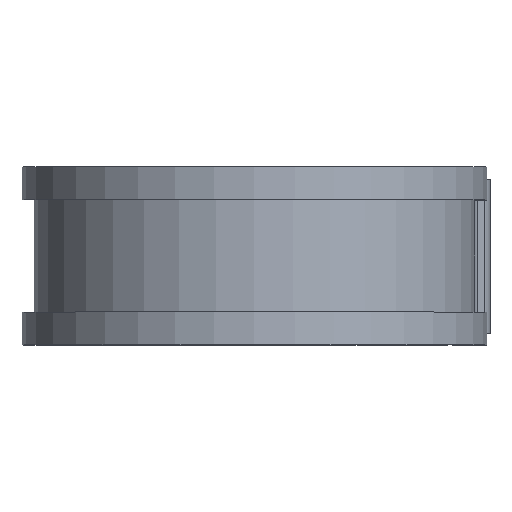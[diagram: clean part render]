
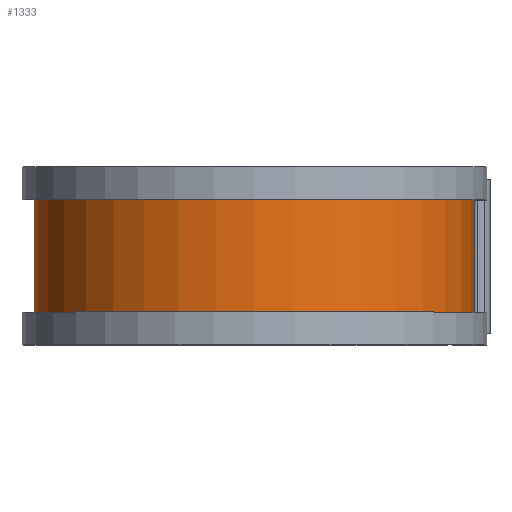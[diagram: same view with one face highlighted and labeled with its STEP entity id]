
A CAD part, top view. The second image highlights one B-rep face of the part: STEP entity #1333.
In plain terms, the highlighted cylindrical face has radius 27.343 mm (diameter 54.686 mm), a partial arc.
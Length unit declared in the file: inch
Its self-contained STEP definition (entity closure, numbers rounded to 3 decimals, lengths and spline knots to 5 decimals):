
#54 = CARTESIAN_POINT ( 'NONE',  ( 1.0765, 0.275, 0. ) ) ;
#107 = CARTESIAN_POINT ( 'NONE',  ( 0., 0.375, -1.0765 ) ) ;
#261 = ORIENTED_EDGE ( 'NONE', *, *, #599, .F. ) ;
#281 = CARTESIAN_POINT ( 'NONE',  ( 0., -0.275, -1.0765 ) ) ;
#349 = LINE ( 'NONE', #107, #613 ) ;
#356 = AXIS2_PLACEMENT_3D ( 'NONE', #1445, #1438, #1435 ) ;
#367 = CARTESIAN_POINT ( 'NONE',  ( 0., 0.275, 0. ) ) ;
#403 = CARTESIAN_POINT ( 'NONE',  ( 0., 0.275, -1.0765 ) ) ;
#477 = DIRECTION ( 'NONE',  ( 0., 0., -1. ) ) ;
#599 = EDGE_CURVE ( 'NONE', #1434, #1347, #808, .T. ) ;
#613 = VECTOR ( 'NONE', #754, 39.37008 ) ;
#617 = AXIS2_PLACEMENT_3D ( 'NONE', #731, #625, #1271 ) ;
#625 = DIRECTION ( 'NONE',  ( 0., -1., 0. ) ) ;
#731 = CARTESIAN_POINT ( 'NONE',  ( 0., 0.375, 0. ) ) ;
#754 = DIRECTION ( 'NONE',  ( 0., -1., 0. ) ) ;
#783 = EDGE_CURVE ( 'NONE', #1269, #1434, #807, .T. ) ;
#807 = LINE ( 'NONE', #1103, #1528 ) ;
#808 = CIRCLE ( 'NONE', #356, 1.0765 ) ;
#944 = CYLINDRICAL_SURFACE ( 'NONE', #617, 1.0765 ) ;
#967 = EDGE_CURVE ( 'NONE', #1410, #1347, #349, .T. ) ;
#1049 = ORIENTED_EDGE ( 'NONE', *, *, #1735, .T. ) ;
#1100 = CIRCLE ( 'NONE', #1381, 1.0765 ) ;
#1103 = CARTESIAN_POINT ( 'NONE',  ( 1.0765, 0.375, 0. ) ) ;
#1123 = DIRECTION ( 'NONE',  ( 0., -1., 0. ) ) ;
#1233 = DIRECTION ( 'NONE',  ( 0., -1., 0. ) ) ;
#1269 = VERTEX_POINT ( 'NONE', #54 ) ;
#1271 = DIRECTION ( 'NONE',  ( 0., 0., -1. ) ) ;
#1287 = CARTESIAN_POINT ( 'NONE',  ( 1.0765, -0.275, 0. ) ) ;
#1333 = ADVANCED_FACE ( 'NONE', ( #1369 ), #944, .T. ) ;
#1347 = VERTEX_POINT ( 'NONE', #281 ) ;
#1369 = FACE_OUTER_BOUND ( 'NONE', #1564, .T. ) ;
#1381 = AXIS2_PLACEMENT_3D ( 'NONE', #367, #1233, #477 ) ;
#1410 = VERTEX_POINT ( 'NONE', #403 ) ;
#1434 = VERTEX_POINT ( 'NONE', #1287 ) ;
#1435 = DIRECTION ( 'NONE',  ( 0., 0., -1. ) ) ;
#1438 = DIRECTION ( 'NONE',  ( 0., -1., 0. ) ) ;
#1444 = ORIENTED_EDGE ( 'NONE', *, *, #967, .T. ) ;
#1445 = CARTESIAN_POINT ( 'NONE',  ( 0., -0.275, 0. ) ) ;
#1528 = VECTOR ( 'NONE', #1123, 39.37008 ) ;
#1564 = EDGE_LOOP ( 'NONE', ( #1739, #1049, #1444, #261 ) ) ;
#1735 = EDGE_CURVE ( 'NONE', #1269, #1410, #1100, .T. ) ;
#1739 = ORIENTED_EDGE ( 'NONE', *, *, #783, .F. ) ;
